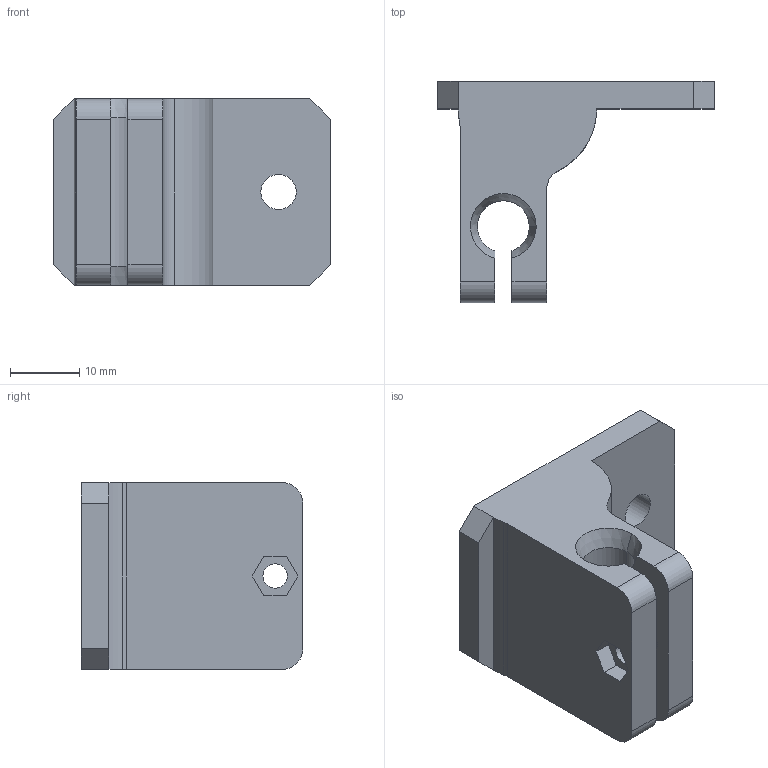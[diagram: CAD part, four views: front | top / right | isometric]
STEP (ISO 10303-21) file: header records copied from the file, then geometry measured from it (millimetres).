
FILE_DESCRIPTION(('CATIA V5 STEP Exchange'),'2;1');
FILE_NAME('HYPERCUBE-EVO-0033_NGEN.stp','2020-05-20T16:59:27+00:00',('none'),('none'),'CATIA Version 5 Release 21 GA (IN-10)','CATIA V5 STEP AP203','none');
FILE_SCHEMA(('CONFIG_CONTROL_DESIGN'));
Length unit declared in the file: millimetre
Products named in the file (1): HYPERCUBE-EVO-0033_NGEN
Bounding box: 40 x 32 x 27 mm (x, y, z)
Volume: 13101 mm3; surface area: 5647.6 mm2
Topology: 1 solids, 1 shells, 44 faces, 119 edges, 78 vertices
Faces by surface type: plane 24, cylinder 16, cone 4
Entity records: 1374 total; most frequent: CARTESIAN_POINT 247, ORIENTED_EDGE 238, DIRECTION 189, EDGE_CURVE 119, VECTOR 79, LINE 79, VERTEX_POINT 78, AXIS2_PLACEMENT_3D 74
